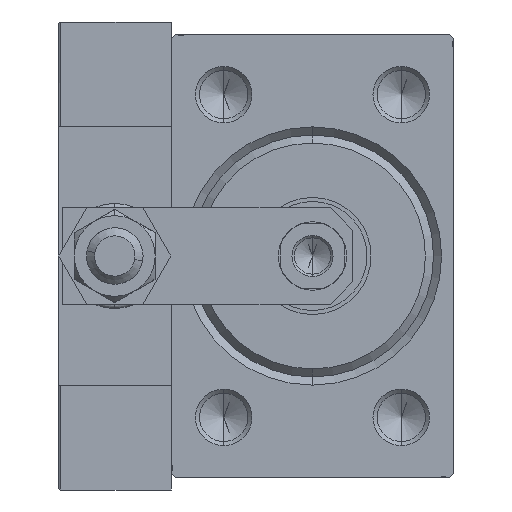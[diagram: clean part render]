
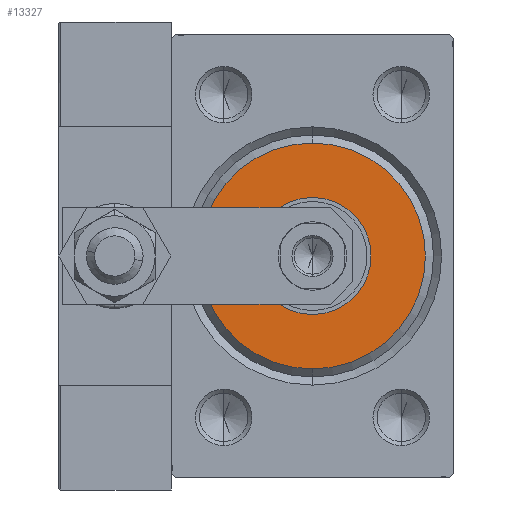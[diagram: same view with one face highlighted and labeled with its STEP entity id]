
A CAD part, left-side view. The second image highlights one B-rep face of the part: STEP entity #13327.
In plain terms, the highlighted face is planar.
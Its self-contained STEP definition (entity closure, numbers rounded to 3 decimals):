
#3319 = CARTESIAN_POINT ( 'NONE',  ( 3., 0., 0. ) ) ;
#3990 = AXIS2_PLACEMENT_3D ( 'NONE', #3319, #8013, #27427 ) ;
#5559 = CARTESIAN_POINT ( 'NONE',  ( 3., 0., 7.25 ) ) ;
#8013 = DIRECTION ( 'NONE',  ( 1., 0., 0. ) ) ;
#8027 = DIRECTION ( 'NONE',  ( 1., 0., 0. ) ) ;
#11234 = VERTEX_POINT ( 'NONE', #38390 ) ;
#11626 = CARTESIAN_POINT ( 'NONE',  ( 3., 0., 0. ) ) ;
#12736 = ORIENTED_EDGE ( 'NONE', *, *, #31888, .T. ) ;
#13327 = ADVANCED_FACE ( 'NONE', ( #38857, #47505 ), #18888, .T. ) ;
#17055 = CARTESIAN_POINT ( 'NONE',  ( 3., 0., -14. ) ) ;
#18083 = VERTEX_POINT ( 'NONE', #17055 ) ;
#18734 = EDGE_LOOP ( 'NONE', ( #49991, #27649 ) ) ;
#18888 = PLANE ( 'NONE',  #35812 ) ;
#19056 = AXIS2_PLACEMENT_3D ( 'NONE', #43998, #8027, #28479 ) ;
#19574 = CIRCLE ( 'NONE', #22075, 14. ) ;
#19889 = CIRCLE ( 'NONE', #43395, 7.25 ) ;
#20907 = DIRECTION ( 'NONE',  ( 1., 0., 0. ) ) ;
#22075 = AXIS2_PLACEMENT_3D ( 'NONE', #28255, #20907, #32976 ) ;
#22086 = VERTEX_POINT ( 'NONE', #38998 ) ;
#23608 = CARTESIAN_POINT ( 'NONE',  ( 3., 0., 0. ) ) ;
#24085 = CIRCLE ( 'NONE', #3990, 7.25 ) ;
#27427 = DIRECTION ( 'NONE',  ( 0., 0., -1. ) ) ;
#27649 = ORIENTED_EDGE ( 'NONE', *, *, #30974, .F. ) ;
#27772 = EDGE_LOOP ( 'NONE', ( #12736, #47175 ) ) ;
#28255 = CARTESIAN_POINT ( 'NONE',  ( 3., 0., 0. ) ) ;
#28479 = DIRECTION ( 'NONE',  ( 0., 0., -1. ) ) ;
#30974 = EDGE_CURVE ( 'NONE', #39436, #11234, #24085, .T. ) ;
#31056 = EDGE_CURVE ( 'NONE', #11234, #39436, #19889, .T. ) ;
#31888 = EDGE_CURVE ( 'NONE', #22086, #18083, #41704, .T. ) ;
#32349 = DIRECTION ( 'NONE',  ( 1., 0., 0. ) ) ;
#32976 = DIRECTION ( 'NONE',  ( 0., 0., -1. ) ) ;
#34913 = DIRECTION ( 'NONE',  ( 0., 0., -1. ) ) ;
#35812 = AXIS2_PLACEMENT_3D ( 'NONE', #23608, #39632, #34913 ) ;
#38390 = CARTESIAN_POINT ( 'NONE',  ( 3., 0., -7.25 ) ) ;
#38857 = FACE_OUTER_BOUND ( 'NONE', #27772, .T. ) ;
#38998 = CARTESIAN_POINT ( 'NONE',  ( 3., 0., 14. ) ) ;
#39436 = VERTEX_POINT ( 'NONE', #5559 ) ;
#39632 = DIRECTION ( 'NONE',  ( 1., 0., 0. ) ) ;
#41704 = CIRCLE ( 'NONE', #19056, 14. ) ;
#43395 = AXIS2_PLACEMENT_3D ( 'NONE', #11626, #32349, #44444 ) ;
#43998 = CARTESIAN_POINT ( 'NONE',  ( 3., 0., 0. ) ) ;
#44444 = DIRECTION ( 'NONE',  ( 0., 0., -1. ) ) ;
#47175 = ORIENTED_EDGE ( 'NONE', *, *, #49574, .T. ) ;
#47505 = FACE_BOUND ( 'NONE', #18734, .T. ) ;
#49574 = EDGE_CURVE ( 'NONE', #18083, #22086, #19574, .T. ) ;
#49991 = ORIENTED_EDGE ( 'NONE', *, *, #31056, .F. ) ;
